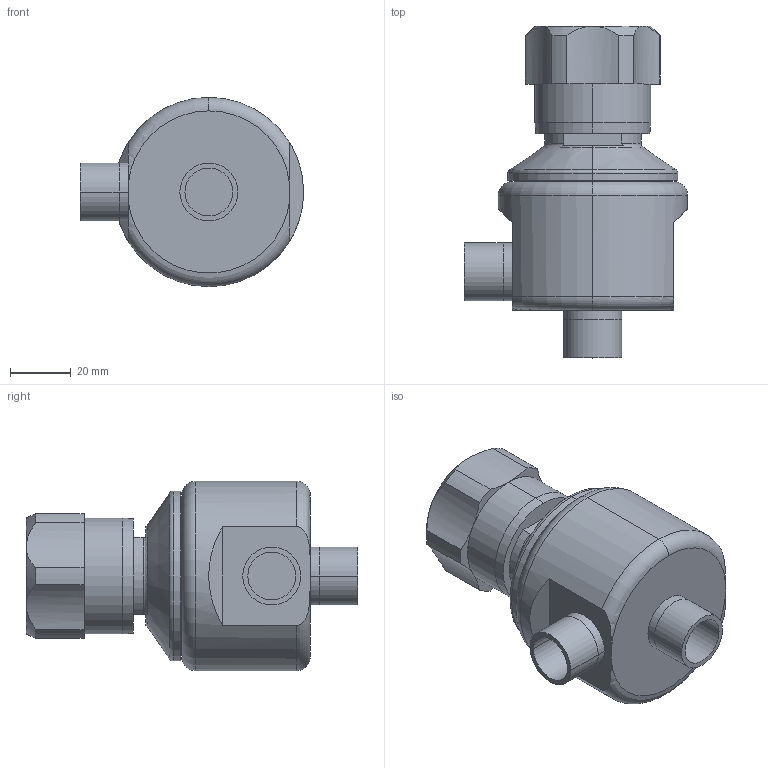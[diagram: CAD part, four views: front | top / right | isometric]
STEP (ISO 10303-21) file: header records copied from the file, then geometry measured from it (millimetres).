
FILE_DESCRIPTION (( 'STEP AP203' ), '1' );
FILE_NAME ('JSHM-075-AB.STEP', '2017-06-29T14:29:12', ( '' ), ( '' ), 'SwSTEP 2.0', 'SolidWorks 2014', '' );
FILE_SCHEMA (( 'CONFIG_CONTROL_DESIGN' ));
Length unit declared in the file: inch
Products named in the file (2): JSHM-075-AB
Bounding box: 73.33 x 109.09 x 62.23 mm (x, y, z)
Volume: 192788.3 mm3; surface area: 24522.8 mm2
Topology: 1 solids, 1 shells, 78 faces, 180 edges, 111 vertices
Faces by surface type: cylinder 35, plane 23, cone 11, torus 9
Entity records: 2611 total; most frequent: CARTESIAN_POINT 645, DIRECTION 418, ORIENTED_EDGE 360, AXIS2_PLACEMENT_3D 182, EDGE_CURVE 180, VERTEX_POINT 111, CIRCLE 102, EDGE_LOOP 85
